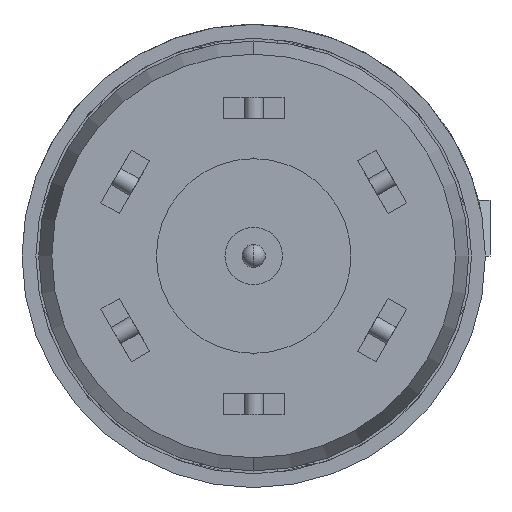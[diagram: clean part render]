
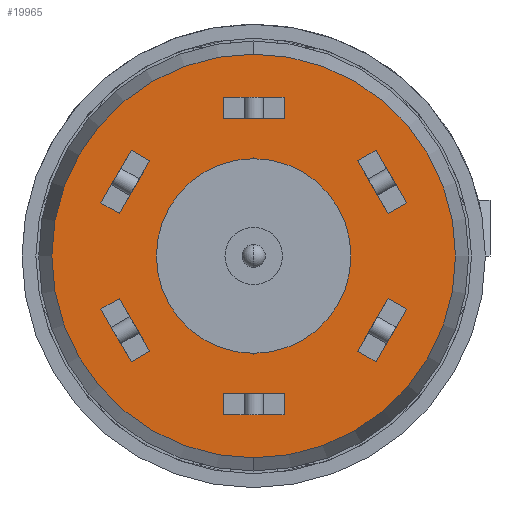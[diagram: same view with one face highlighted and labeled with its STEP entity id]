
A CAD part, front view. The second image highlights one B-rep face of the part: STEP entity #19965.
In plain terms, the highlighted planar face has unit normal (0, -1, 0).
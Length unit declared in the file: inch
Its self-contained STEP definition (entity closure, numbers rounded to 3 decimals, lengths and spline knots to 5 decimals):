
#17948=CARTESIAN_POINT('',(0.,-0.329,0.));
#17949=DIRECTION('',(0.,-1.,0.));
#17950=DIRECTION('',(0.,0.,-1.));
#17951=AXIS2_PLACEMENT_3D('',#17948,#17949,#17950);
#17953=CARTESIAN_POINT('',(0.,-0.329,0.));
#17954=DIRECTION('',(0.,1.,0.));
#17955=DIRECTION('',(0.,0.,-1.));
#17956=AXIS2_PLACEMENT_3D('',#17953,#17954,#17955);
#17958=CARTESIAN_POINT('',(0.,-0.329,0.));
#17959=DIRECTION('',(0.,1.,0.));
#17960=DIRECTION('',(0.,0.,-1.));
#17961=AXIS2_PLACEMENT_3D('',#17958,#17959,#17960);
#17963=CARTESIAN_POINT('',(0.,-0.329,0.));
#17964=DIRECTION('',(0.,1.,0.));
#17965=DIRECTION('',(0.,0.,1.));
#17966=AXIS2_PLACEMENT_3D('',#17963,#17964,#17965);
#17968=DIRECTION('',(0.5,0.,0.866));
#17969=VECTOR('',#17968,0.0656);
#17970=CARTESIAN_POINT('',(0.13212,-0.329,-0.11416));
#17971=LINE('',#17970,#17969);
#17972=DIRECTION('',(-0.866,0.,0.5));
#17973=VECTOR('',#17972,0.023);
#17974=CARTESIAN_POINT('',(0.16492,-0.329,-0.05734));
#17975=LINE('',#17974,#17973);
#17976=DIRECTION('',(0.5,0.,0.866));
#17977=VECTOR('',#17976,0.0656);
#17978=CARTESIAN_POINT('',(0.1122,-0.329,-0.10266));
#17979=LINE('',#17978,#17977);
#17980=DIRECTION('',(-0.866,0.,0.5));
#17981=VECTOR('',#17980,0.023);
#17982=CARTESIAN_POINT('',(0.13212,-0.329,-0.11416));
#17983=LINE('',#17982,#17981);
#17984=DIRECTION('',(-0.5,0.,0.866));
#17985=VECTOR('',#17984,0.0656);
#17986=CARTESIAN_POINT('',(0.16492,-0.329,0.05734));
#17987=LINE('',#17986,#17985);
#17988=DIRECTION('',(-0.866,0.,-0.5));
#17989=VECTOR('',#17988,0.023);
#17990=CARTESIAN_POINT('',(0.13212,-0.329,0.11416));
#17991=LINE('',#17990,#17989);
#17992=DIRECTION('',(-0.5,0.,0.866));
#17993=VECTOR('',#17992,0.0656);
#17994=CARTESIAN_POINT('',(0.145,-0.329,0.04584));
#17995=LINE('',#17994,#17993);
#17996=DIRECTION('',(-0.866,0.,-0.5));
#17997=VECTOR('',#17996,0.023);
#17998=CARTESIAN_POINT('',(0.16492,-0.329,0.05734));
#17999=LINE('',#17998,#17997);
#18000=DIRECTION('',(-1.,0.,0.));
#18001=VECTOR('',#18000,0.0656);
#18002=CARTESIAN_POINT('',(0.0328,-0.329,0.1715));
#18003=LINE('',#18002,#18001);
#18004=DIRECTION('',(0.,0.,-1.));
#18005=VECTOR('',#18004,0.023);
#18006=CARTESIAN_POINT('',(-0.0328,-0.329,0.1715));
#18007=LINE('',#18006,#18005);
#18008=DIRECTION('',(-1.,0.,0.));
#18009=VECTOR('',#18008,0.0656);
#18010=CARTESIAN_POINT('',(0.0328,-0.329,0.1485));
#18011=LINE('',#18010,#18009);
#18012=DIRECTION('',(0.,0.,-1.));
#18013=VECTOR('',#18012,0.023);
#18014=CARTESIAN_POINT('',(0.0328,-0.329,0.1715));
#18015=LINE('',#18014,#18013);
#18016=DIRECTION('',(-0.5,0.,-0.866));
#18017=VECTOR('',#18016,0.0656);
#18018=CARTESIAN_POINT('',(-0.13212,-0.329,0.11416));
#18019=LINE('',#18018,#18017);
#18020=DIRECTION('',(0.866,0.,-0.5));
#18021=VECTOR('',#18020,0.023);
#18022=CARTESIAN_POINT('',(-0.16492,-0.329,0.05734));
#18023=LINE('',#18022,#18021);
#18024=DIRECTION('',(-0.5,0.,-0.866));
#18025=VECTOR('',#18024,0.0656);
#18026=CARTESIAN_POINT('',(-0.1122,-0.329,0.10266));
#18027=LINE('',#18026,#18025);
#18028=DIRECTION('',(0.866,0.,-0.5));
#18029=VECTOR('',#18028,0.023);
#18030=CARTESIAN_POINT('',(-0.13212,-0.329,0.11416));
#18031=LINE('',#18030,#18029);
#18032=DIRECTION('',(0.5,0.,-0.866));
#18033=VECTOR('',#18032,0.0656);
#18034=CARTESIAN_POINT('',(-0.16492,-0.329,-0.05734));
#18035=LINE('',#18034,#18033);
#18036=DIRECTION('',(0.866,0.,0.5));
#18037=VECTOR('',#18036,0.023);
#18038=CARTESIAN_POINT('',(-0.13212,-0.329,-0.11416));
#18039=LINE('',#18038,#18037);
#18040=DIRECTION('',(0.5,0.,-0.866));
#18041=VECTOR('',#18040,0.0656);
#18042=CARTESIAN_POINT('',(-0.145,-0.329,-0.04584));
#18043=LINE('',#18042,#18041);
#18044=DIRECTION('',(0.866,0.,0.5));
#18045=VECTOR('',#18044,0.023);
#18046=CARTESIAN_POINT('',(-0.16492,-0.329,-0.05734));
#18047=LINE('',#18046,#18045);
#18048=DIRECTION('',(1.,0.,0.));
#18049=VECTOR('',#18048,0.0656);
#18050=CARTESIAN_POINT('',(-0.0328,-0.329,-0.1715));
#18051=LINE('',#18050,#18049);
#18052=DIRECTION('',(0.,0.,1.));
#18053=VECTOR('',#18052,0.023);
#18054=CARTESIAN_POINT('',(0.0328,-0.329,-0.1715));
#18055=LINE('',#18054,#18053);
#18056=DIRECTION('',(1.,0.,0.));
#18057=VECTOR('',#18056,0.0656);
#18058=CARTESIAN_POINT('',(-0.0328,-0.329,-0.1485));
#18059=LINE('',#18058,#18057);
#18060=DIRECTION('',(0.,0.,1.));
#18061=VECTOR('',#18060,0.023);
#18062=CARTESIAN_POINT('',(-0.0328,-0.329,-0.1715));
#18063=LINE('',#18062,#18061);
#18904=CARTESIAN_POINT('',(0.,-0.329,-0.2178));
#18905=VERTEX_POINT('',#18904);
#18910=CARTESIAN_POINT('',(0.,-0.329,0.2178));
#18911=VERTEX_POINT('',#18910);
#18972=CARTESIAN_POINT('',(0.,-0.329,-0.105));
#18973=CARTESIAN_POINT('',(0.,-0.329,0.105));
#18974=VERTEX_POINT('',#18972);
#18975=VERTEX_POINT('',#18973);
#19008=CARTESIAN_POINT('',(0.13212,-0.329,-0.11416));
#19009=CARTESIAN_POINT('',(0.16492,-0.329,-0.05734));
#19010=VERTEX_POINT('',#19008);
#19011=VERTEX_POINT('',#19009);
#19012=CARTESIAN_POINT('',(0.1122,-0.329,-0.10266));
#19013=CARTESIAN_POINT('',(0.145,-0.329,-0.04584));
#19014=VERTEX_POINT('',#19012);
#19015=VERTEX_POINT('',#19013);
#19056=CARTESIAN_POINT('',(0.16492,-0.329,0.05734));
#19057=CARTESIAN_POINT('',(0.13212,-0.329,0.11416));
#19058=VERTEX_POINT('',#19056);
#19059=VERTEX_POINT('',#19057);
#19060=CARTESIAN_POINT('',(0.145,-0.329,0.04584));
#19061=CARTESIAN_POINT('',(0.1122,-0.329,0.10266));
#19062=VERTEX_POINT('',#19060);
#19063=VERTEX_POINT('',#19061);
#19104=CARTESIAN_POINT('',(0.0328,-0.329,0.1715));
#19105=CARTESIAN_POINT('',(-0.0328,-0.329,0.1715));
#19106=VERTEX_POINT('',#19104);
#19107=VERTEX_POINT('',#19105);
#19108=CARTESIAN_POINT('',(0.0328,-0.329,0.1485));
#19109=CARTESIAN_POINT('',(-0.0328,-0.329,0.1485));
#19110=VERTEX_POINT('',#19108);
#19111=VERTEX_POINT('',#19109);
#19152=CARTESIAN_POINT('',(-0.13212,-0.329,0.11416));
#19153=CARTESIAN_POINT('',(-0.16492,-0.329,0.05734));
#19154=VERTEX_POINT('',#19152);
#19155=VERTEX_POINT('',#19153);
#19156=CARTESIAN_POINT('',(-0.1122,-0.329,0.10266));
#19157=CARTESIAN_POINT('',(-0.145,-0.329,0.04584));
#19158=VERTEX_POINT('',#19156);
#19159=VERTEX_POINT('',#19157);
#19200=CARTESIAN_POINT('',(-0.16492,-0.329,-0.05734));
#19201=CARTESIAN_POINT('',(-0.13212,-0.329,-0.11416));
#19202=VERTEX_POINT('',#19200);
#19203=VERTEX_POINT('',#19201);
#19204=CARTESIAN_POINT('',(-0.145,-0.329,-0.04584));
#19205=CARTESIAN_POINT('',(-0.1122,-0.329,-0.10266));
#19206=VERTEX_POINT('',#19204);
#19207=VERTEX_POINT('',#19205);
#19248=CARTESIAN_POINT('',(-0.0328,-0.329,-0.1715));
#19249=CARTESIAN_POINT('',(0.0328,-0.329,-0.1715));
#19250=VERTEX_POINT('',#19248);
#19251=VERTEX_POINT('',#19249);
#19252=CARTESIAN_POINT('',(-0.0328,-0.329,-0.1485));
#19253=CARTESIAN_POINT('',(0.0328,-0.329,-0.1485));
#19254=VERTEX_POINT('',#19252);
#19255=VERTEX_POINT('',#19253);
#19890=CARTESIAN_POINT('',(0.,-0.329,0.));
#19891=DIRECTION('',(0.,1.,0.));
#19892=DIRECTION('',(0.,0.,1.));
#19893=AXIS2_PLACEMENT_3D('',#19890,#19891,#19892);
#19894=PLANE('',#19893);
#19895=ORIENTED_EDGE('',*,*,#19855,.F.);
#19896=ORIENTED_EDGE('',*,*,#19878,.T.);
#19897=EDGE_LOOP('',(#19895,#19896));
#19898=FACE_OUTER_BOUND('',#19897,.F.);
#19900=ORIENTED_EDGE('',*,*,#19899,.F.);
#19902=ORIENTED_EDGE('',*,*,#19901,.F.);
#19903=EDGE_LOOP('',(#19900,#19902));
#19904=FACE_BOUND('',#19903,.F.);
#19906=ORIENTED_EDGE('',*,*,#19905,.T.);
#19908=ORIENTED_EDGE('',*,*,#19907,.T.);
#19910=ORIENTED_EDGE('',*,*,#19909,.F.);
#19912=ORIENTED_EDGE('',*,*,#19911,.F.);
#19913=EDGE_LOOP('',(#19906,#19908,#19910,#19912));
#19914=FACE_BOUND('',#19913,.F.);
#19916=ORIENTED_EDGE('',*,*,#19915,.T.);
#19918=ORIENTED_EDGE('',*,*,#19917,.T.);
#19920=ORIENTED_EDGE('',*,*,#19919,.F.);
#19922=ORIENTED_EDGE('',*,*,#19921,.F.);
#19923=EDGE_LOOP('',(#19916,#19918,#19920,#19922));
#19924=FACE_BOUND('',#19923,.F.);
#19926=ORIENTED_EDGE('',*,*,#19925,.T.);
#19928=ORIENTED_EDGE('',*,*,#19927,.T.);
#19930=ORIENTED_EDGE('',*,*,#19929,.F.);
#19932=ORIENTED_EDGE('',*,*,#19931,.F.);
#19933=EDGE_LOOP('',(#19926,#19928,#19930,#19932));
#19934=FACE_BOUND('',#19933,.F.);
#19936=ORIENTED_EDGE('',*,*,#19935,.T.);
#19938=ORIENTED_EDGE('',*,*,#19937,.T.);
#19940=ORIENTED_EDGE('',*,*,#19939,.F.);
#19942=ORIENTED_EDGE('',*,*,#19941,.F.);
#19943=EDGE_LOOP('',(#19936,#19938,#19940,#19942));
#19944=FACE_BOUND('',#19943,.F.);
#19946=ORIENTED_EDGE('',*,*,#19945,.T.);
#19948=ORIENTED_EDGE('',*,*,#19947,.T.);
#19950=ORIENTED_EDGE('',*,*,#19949,.F.);
#19952=ORIENTED_EDGE('',*,*,#19951,.F.);
#19953=EDGE_LOOP('',(#19946,#19948,#19950,#19952));
#19954=FACE_BOUND('',#19953,.F.);
#19956=ORIENTED_EDGE('',*,*,#19955,.T.);
#19958=ORIENTED_EDGE('',*,*,#19957,.T.);
#19960=ORIENTED_EDGE('',*,*,#19959,.F.);
#19962=ORIENTED_EDGE('',*,*,#19961,.F.);
#19963=EDGE_LOOP('',(#19956,#19958,#19960,#19962));
#19964=FACE_BOUND('',#19963,.F.);
#19965=ADVANCED_FACE('',(#19898,#19904,#19914,#19924,#19934,#19944,#19954,
#19964),#19894,.F.);
#17952=CIRCLE('',#17951,0.2178);
#17957=CIRCLE('',#17956,0.2178);
#17962=CIRCLE('',#17961,0.105);
#17967=CIRCLE('',#17966,0.105);
#19855=EDGE_CURVE('',#18905,#18911,#17952,.T.);
#19878=EDGE_CURVE('',#18905,#18911,#17957,.T.);
#19899=EDGE_CURVE('',#18974,#18975,#17962,.T.);
#19901=EDGE_CURVE('',#18975,#18974,#17967,.T.);
#19905=EDGE_CURVE('',#19010,#19011,#17971,.T.);
#19907=EDGE_CURVE('',#19011,#19015,#17975,.T.);
#19909=EDGE_CURVE('',#19014,#19015,#17979,.T.);
#19911=EDGE_CURVE('',#19010,#19014,#17983,.T.);
#19915=EDGE_CURVE('',#19058,#19059,#17987,.T.);
#19917=EDGE_CURVE('',#19059,#19063,#17991,.T.);
#19919=EDGE_CURVE('',#19062,#19063,#17995,.T.);
#19921=EDGE_CURVE('',#19058,#19062,#17999,.T.);
#19925=EDGE_CURVE('',#19106,#19107,#18003,.T.);
#19927=EDGE_CURVE('',#19107,#19111,#18007,.T.);
#19929=EDGE_CURVE('',#19110,#19111,#18011,.T.);
#19931=EDGE_CURVE('',#19106,#19110,#18015,.T.);
#19935=EDGE_CURVE('',#19154,#19155,#18019,.T.);
#19937=EDGE_CURVE('',#19155,#19159,#18023,.T.);
#19939=EDGE_CURVE('',#19158,#19159,#18027,.T.);
#19941=EDGE_CURVE('',#19154,#19158,#18031,.T.);
#19945=EDGE_CURVE('',#19202,#19203,#18035,.T.);
#19947=EDGE_CURVE('',#19203,#19207,#18039,.T.);
#19949=EDGE_CURVE('',#19206,#19207,#18043,.T.);
#19951=EDGE_CURVE('',#19202,#19206,#18047,.T.);
#19955=EDGE_CURVE('',#19250,#19251,#18051,.T.);
#19957=EDGE_CURVE('',#19251,#19255,#18055,.T.);
#19959=EDGE_CURVE('',#19254,#19255,#18059,.T.);
#19961=EDGE_CURVE('',#19250,#19254,#18063,.T.);
